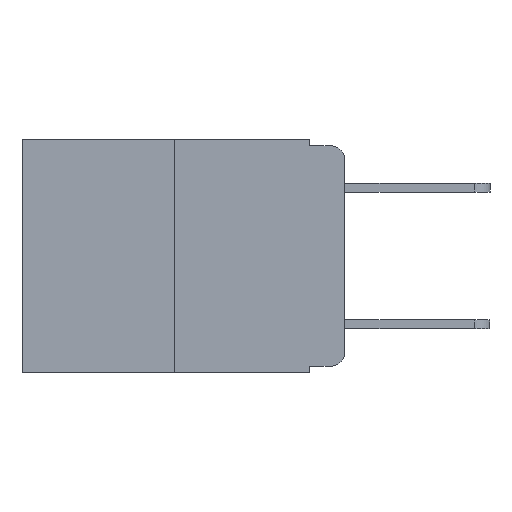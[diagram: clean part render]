
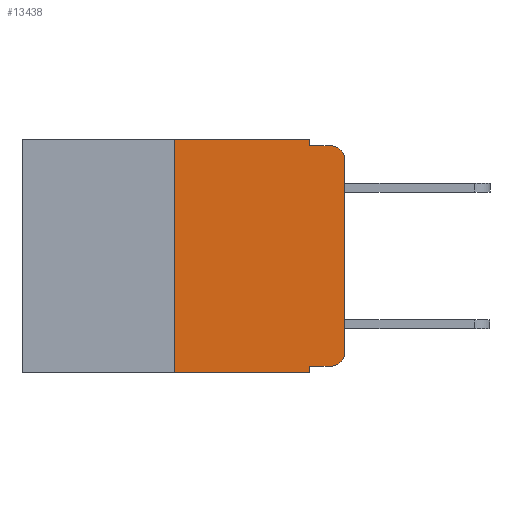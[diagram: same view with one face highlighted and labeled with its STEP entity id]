
A CAD part, left-side view. The second image highlights one B-rep face of the part: STEP entity #13438.
In plain terms, the highlighted planar face has unit normal (-1, 0, 0).
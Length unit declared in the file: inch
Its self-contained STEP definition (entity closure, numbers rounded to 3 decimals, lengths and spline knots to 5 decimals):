
#584 = VERTEX_POINT ( 'NONE', #4036 ) ;
#935 = CARTESIAN_POINT ( 'NONE',  ( 0., 0.25, 0. ) ) ;
#1324 = ORIENTED_EDGE ( 'NONE', *, *, #6454, .F. ) ;
#1749 = VERTEX_POINT ( 'NONE', #19907 ) ;
#1844 = ORIENTED_EDGE ( 'NONE', *, *, #18001, .T. ) ;
#2179 = CARTESIAN_POINT ( 'NONE',  ( 0., 0., -0.03 ) ) ;
#2491 = CARTESIAN_POINT ( 'NONE',  ( 0., 0.051, 0. ) ) ;
#2727 = DIRECTION ( 'NONE',  ( 0., 0., 1. ) ) ;
#3546 = VERTEX_POINT ( 'NONE', #8639 ) ;
#3767 = EDGE_CURVE ( 'NONE', #13351, #4320, #19558, .T. ) ;
#4036 = CARTESIAN_POINT ( 'NONE',  ( 0., 0.051, -0.01 ) ) ;
#4123 = ORIENTED_EDGE ( 'NONE', *, *, #7216, .T. ) ;
#4215 = CARTESIAN_POINT ( 'NONE',  ( 0., 0.473, 0. ) ) ;
#4320 = VERTEX_POINT ( 'NONE', #17516 ) ;
#4618 = LINE ( 'NONE', #8485, #13436 ) ;
#4709 = ORIENTED_EDGE ( 'NONE', *, *, #19966, .F. ) ;
#4799 = LINE ( 'NONE', #20097, #9493 ) ;
#4944 = ORIENTED_EDGE ( 'NONE', *, *, #8871, .T. ) ;
#5184 = EDGE_LOOP ( 'NONE', ( #4123, #4944, #4709, #8607, #14926, #15228, #22096, #1324, #1844, #9587 ) ) ;
#5503 = CARTESIAN_POINT ( 'NONE',  ( 0., 0.051, -0.333 ) ) ;
#5961 = DIRECTION ( 'NONE',  ( 0., -1., 0. ) ) ;
#6021 = DIRECTION ( 'NONE',  ( 1., 0., 0. ) ) ;
#6144 = CARTESIAN_POINT ( 'NONE',  ( 0., 0., 0. ) ) ;
#6255 = VECTOR ( 'NONE', #7261, 39.37008 ) ;
#6288 = CARTESIAN_POINT ( 'NONE',  ( 0., 0.02, -0.01 ) ) ;
#6454 = EDGE_CURVE ( 'NONE', #3546, #21414, #15012, .T. ) ;
#6586 = CARTESIAN_POINT ( 'NONE',  ( 0., 0.02, -0.03 ) ) ;
#6917 = EDGE_CURVE ( 'NONE', #21927, #584, #18597, .T. ) ;
#7216 = EDGE_CURVE ( 'NONE', #4320, #10473, #17208, .T. ) ;
#7261 = DIRECTION ( 'NONE',  ( 0., -1., 0. ) ) ;
#7465 = CARTESIAN_POINT ( 'NONE',  ( 0., 0.02, -0.333 ) ) ;
#7607 = FACE_OUTER_BOUND ( 'NONE', #5184, .T. ) ;
#8384 = DIRECTION ( 'NONE',  ( 0., 0., -1. ) ) ;
#8485 = CARTESIAN_POINT ( 'NONE',  ( 0., 0.473, -0.343 ) ) ;
#8607 = ORIENTED_EDGE ( 'NONE', *, *, #6917, .F. ) ;
#8639 = CARTESIAN_POINT ( 'NONE',  ( 0., 0.051, -0.333 ) ) ;
#8871 = EDGE_CURVE ( 'NONE', #10473, #22005, #10461, .T. ) ;
#9015 = CARTESIAN_POINT ( 'NONE',  ( 0., 0.051, -0.01 ) ) ;
#9192 = VECTOR ( 'NONE', #21216, 39.37008 ) ;
#9493 = VECTOR ( 'NONE', #5961, 39.37008 ) ;
#9587 = ORIENTED_EDGE ( 'NONE', *, *, #3767, .T. ) ;
#9600 = DIRECTION ( 'NONE',  ( -1., 0., 0. ) ) ;
#9627 = CARTESIAN_POINT ( 'NONE',  ( 0., 0.02, -0.313 ) ) ;
#9747 = VECTOR ( 'NONE', #18313, 39.37008 ) ;
#9990 = EDGE_CURVE ( 'NONE', #1749, #20849, #18569, .T. ) ;
#10223 = DIRECTION ( 'NONE',  ( 0., -1., 0. ) ) ;
#10461 = CIRCLE ( 'NONE', #19788, 0.02 ) ;
#10473 = VERTEX_POINT ( 'NONE', #2179 ) ;
#11652 = LINE ( 'NONE', #9015, #20527 ) ;
#13301 = CARTESIAN_POINT ( 'NONE',  ( 0., 0.051, -0.343 ) ) ;
#13351 = VERTEX_POINT ( 'NONE', #7465 ) ;
#13436 = VECTOR ( 'NONE', #10223, 39.37008 ) ;
#13438 = ADVANCED_FACE ( 'NONE', ( #7607 ), #14819, .F. ) ;
#13599 = AXIS2_PLACEMENT_3D ( 'NONE', #4215, #6021, #18383 ) ;
#13652 = CARTESIAN_POINT ( 'NONE',  ( 0., 0.25, 0. ) ) ;
#13827 = VECTOR ( 'NONE', #2727, 39.37008 ) ;
#14089 = CARTESIAN_POINT ( 'NONE',  ( 0., 0.051, 0. ) ) ;
#14819 = PLANE ( 'NONE',  #13599 ) ;
#14926 = ORIENTED_EDGE ( 'NONE', *, *, #15133, .F. ) ;
#15012 = LINE ( 'NONE', #16538, #9747 ) ;
#15133 = EDGE_CURVE ( 'NONE', #20849, #21927, #4799, .T. ) ;
#15228 = ORIENTED_EDGE ( 'NONE', *, *, #9990, .F. ) ;
#15661 = LINE ( 'NONE', #5503, #6255 ) ;
#16051 = DIRECTION ( 'NONE',  ( 0., -1., 0. ) ) ;
#16538 = CARTESIAN_POINT ( 'NONE',  ( 0., 0.051, 0. ) ) ;
#17173 = EDGE_CURVE ( 'NONE', #1749, #21414, #4618, .T. ) ;
#17208 = LINE ( 'NONE', #6144, #17755 ) ;
#17516 = CARTESIAN_POINT ( 'NONE',  ( 0., 0., -0.313 ) ) ;
#17755 = VECTOR ( 'NONE', #18514, 39.37008 ) ;
#18001 = EDGE_CURVE ( 'NONE', #3546, #13351, #15661, .T. ) ;
#18313 = DIRECTION ( 'NONE',  ( 0., 0., -1. ) ) ;
#18383 = DIRECTION ( 'NONE',  ( 0., 0., -1. ) ) ;
#18514 = DIRECTION ( 'NONE',  ( 0., 0., 1. ) ) ;
#18569 = LINE ( 'NONE', #935, #13827 ) ;
#18597 = LINE ( 'NONE', #14089, #9192 ) ;
#18970 = DIRECTION ( 'NONE',  ( -1., 0., 0. ) ) ;
#18981 = AXIS2_PLACEMENT_3D ( 'NONE', #9627, #9600, #22400 ) ;
#19558 = CIRCLE ( 'NONE', #18981, 0.02 ) ;
#19788 = AXIS2_PLACEMENT_3D ( 'NONE', #6586, #18970, #8384 ) ;
#19907 = CARTESIAN_POINT ( 'NONE',  ( 0., 0.25, -0.343 ) ) ;
#19966 = EDGE_CURVE ( 'NONE', #584, #22005, #11652, .T. ) ;
#20097 = CARTESIAN_POINT ( 'NONE',  ( 0., 0.473, 0. ) ) ;
#20527 = VECTOR ( 'NONE', #16051, 39.37008 ) ;
#20849 = VERTEX_POINT ( 'NONE', #13652 ) ;
#21216 = DIRECTION ( 'NONE',  ( 0., 0., -1. ) ) ;
#21414 = VERTEX_POINT ( 'NONE', #13301 ) ;
#21927 = VERTEX_POINT ( 'NONE', #2491 ) ;
#22005 = VERTEX_POINT ( 'NONE', #6288 ) ;
#22096 = ORIENTED_EDGE ( 'NONE', *, *, #17173, .T. ) ;
#22400 = DIRECTION ( 'NONE',  ( 0., 0., -1. ) ) ;
